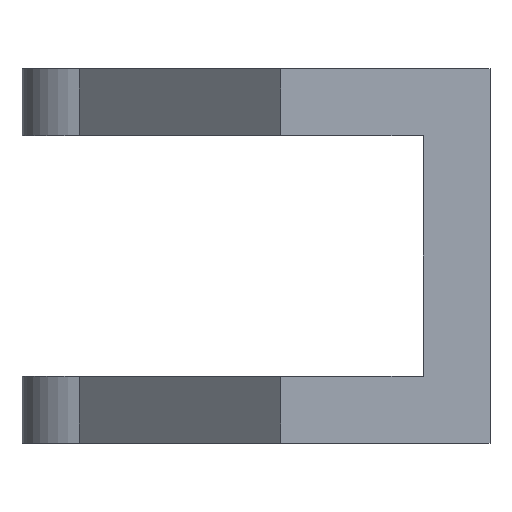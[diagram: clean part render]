
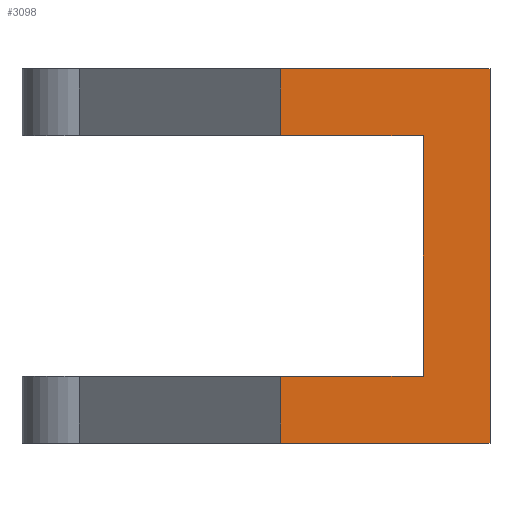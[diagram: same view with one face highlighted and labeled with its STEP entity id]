
A CAD part, front view. The second image highlights one B-rep face of the part: STEP entity #3098.
In plain terms, the highlighted planar face has unit normal (0, -1, 0).
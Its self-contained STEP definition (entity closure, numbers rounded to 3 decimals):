
#146=PLANE('',#3232);
#310=FACE_OUTER_BOUND('',#492,.T.);
#492=EDGE_LOOP('',(#2869,#2870,#2871,#2872,#2873,#2874,#2875,#2876));
#760=LINE('',#5319,#1080);
#772=LINE('',#5349,#1092);
#774=LINE('',#5353,#1094);
#787=LINE('',#5384,#1107);
#796=LINE('',#5404,#1116);
#799=LINE('',#5411,#1119);
#807=LINE('',#5429,#1127);
#812=LINE('',#5440,#1132);
#1080=VECTOR('',#3660,10.);
#1092=VECTOR('',#3688,10.);
#1094=VECTOR('',#3692,10.);
#1107=VECTOR('',#3713,10.);
#1116=VECTOR('',#3740,10.);
#1119=VECTOR('',#3747,10.);
#1127=VECTOR('',#3763,10.);
#1132=VECTOR('',#3780,10.);
#1508=VERTEX_POINT('',#5316);
#1509=VERTEX_POINT('',#5318);
#1518=VERTEX_POINT('',#5346);
#1519=VERTEX_POINT('',#5348);
#1520=VERTEX_POINT('',#5352);
#1534=VERTEX_POINT('',#5382);
#1537=VERTEX_POINT('',#5408);
#1538=VERTEX_POINT('',#5410);
#1929=EDGE_CURVE('',#1508,#1509,#760,.T.);
#1942=EDGE_CURVE('',#1519,#1518,#772,.T.);
#1944=EDGE_CURVE('',#1520,#1519,#774,.T.);
#1960=EDGE_CURVE('',#1518,#1534,#787,.T.);
#1970=EDGE_CURVE('',#1508,#1520,#796,.T.);
#1973=EDGE_CURVE('',#1537,#1538,#799,.T.);
#1983=EDGE_CURVE('',#1534,#1538,#807,.T.);
#1988=EDGE_CURVE('',#1537,#1509,#812,.T.);
#2869=ORIENTED_EDGE('',*,*,#1960,.T.);
#2870=ORIENTED_EDGE('',*,*,#1983,.T.);
#2871=ORIENTED_EDGE('',*,*,#1973,.F.);
#2872=ORIENTED_EDGE('',*,*,#1988,.T.);
#2873=ORIENTED_EDGE('',*,*,#1929,.F.);
#2874=ORIENTED_EDGE('',*,*,#1970,.T.);
#2875=ORIENTED_EDGE('',*,*,#1944,.T.);
#2876=ORIENTED_EDGE('',*,*,#1942,.T.);
#3098=ADVANCED_FACE('',(#310),#146,.T.);
#3232=AXIS2_PLACEMENT_3D('',#5441,#3781,#3782);
#3660=DIRECTION('',(1.,0.,0.));
#3688=DIRECTION('',(0.,0.,-1.));
#3692=DIRECTION('',(1.,0.,0.));
#3713=DIRECTION('',(-1.,0.,0.));
#3740=DIRECTION('',(0.,0.,-1.));
#3747=DIRECTION('',(-1.,0.,0.));
#3763=DIRECTION('',(0.,0.,-1.));
#3780=DIRECTION('',(0.,0.,1.));
#3781=DIRECTION('center_axis',(0.,-1.,0.));
#3782=DIRECTION('ref_axis',(1.,0.,0.));
#5316=CARTESIAN_POINT('',(14.343,-20.,14.));
#5318=CARTESIAN_POINT('',(30.,-20.,14.));
#5319=CARTESIAN_POINT('',(14.343,-20.,14.));
#5346=CARTESIAN_POINT('',(25.,-20.,-9.));
#5348=CARTESIAN_POINT('',(25.,-20.,9.));
#5349=CARTESIAN_POINT('',(25.,-20.,0.));
#5352=CARTESIAN_POINT('',(14.343,-20.,9.));
#5353=CARTESIAN_POINT('',(11.472,-20.,9.));
#5382=CARTESIAN_POINT('',(14.343,-20.,-9.));
#5384=CARTESIAN_POINT('',(11.472,-20.,-9.));
#5404=CARTESIAN_POINT('',(14.343,-20.,0.));
#5408=CARTESIAN_POINT('',(30.,-20.,-14.));
#5410=CARTESIAN_POINT('',(14.343,-20.,-14.));
#5411=CARTESIAN_POINT('',(14.343,-20.,-14.));
#5429=CARTESIAN_POINT('',(14.343,-20.,0.));
#5440=CARTESIAN_POINT('',(30.,-20.,0.));
#5441=CARTESIAN_POINT('Origin',(14.343,-20.,0.));
